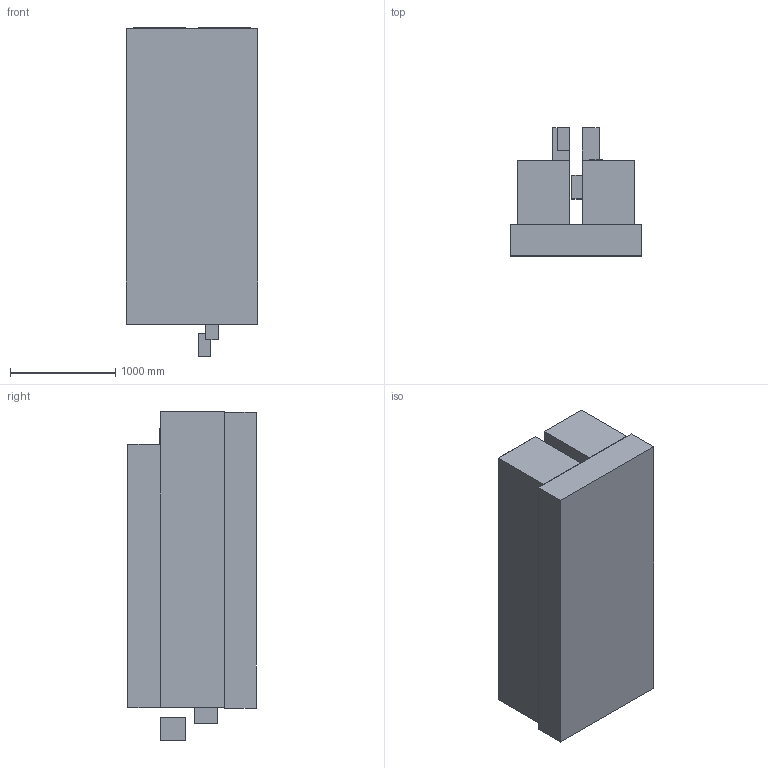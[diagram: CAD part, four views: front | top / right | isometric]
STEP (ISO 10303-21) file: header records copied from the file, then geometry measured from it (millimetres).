
FILE_DESCRIPTION(('FreeCAD Model'),'2;1');
FILE_NAME('DCM0.step','2020-09-21T09:20:01',('Author'),(''), 'Open CASCADE STEP processor 7.4','FreeCAD','Unknown');
FILE_SCHEMA(('AUTOMOTIVE_DESIGN { 1 0 10303 214 1 1 1 1 }'));
Length unit declared in the file: millimetre
Products named in the file (37): DCM0; DCBA_1; GDMLBox_DCBA0x1; DCML_1; GDMLBox_DCML0x1; DCH1_1; GDMLBox_DCH10x1; DCCV_3; GDMLBox_DCCV0x1; DCC1_7; GDMLTube_DCC10x1; DCMU_1; GDMLBox_DCMU0x1; DCH2_1; GDMLBox_DCH20x1; DCCV_1; GDMLBox_DCCV0x1001; DCC1_1; GDMLTube_DCC10x1001; DCLA_1; GDMLPolyhedra_DCLA0x1
Assembly tree (49 placements, depth 4):
  DCM0
    DCBA_1
      GDMLBox_DCBA0x1
    DCML_1
      GDMLBox_DCML0x1
      DCH1_1
        GDMLBox_DCH10x1
      DCCV_3
        GDMLBox_DCCV0x1
      DCC1_7
        GDMLTube_DCC10x1
    DCML_1
      GDMLBox_DCML0x1
      DCH1_1
        GDMLBox_DCH10x1
      DCCV_3
        GDMLBox_DCCV0x1
      DCC1_7
        GDMLTube_DCC10x1
    DCMU_1
      GDMLBox_DCMU0x1
      DCH2_1
        GDMLBox_DCH20x1
    DCMU_1
      GDMLBox_DCMU0x1
      DCH2_1
        GDMLBox_DCH20x1
    DCCV_1  x2
      GDMLBox_DCCV0x1001
    DCC1_1  x6
      GDMLTube_DCC10x1001
    DCLA_1  x4
      GDMLPolyhedra_DCLA0x1
    DCLA_1
      GDMLPolyhedra_DCLA0x1
    DCLA_1
      GDMLPolyhedra_DCLA0x1
    DCLA_1
      GDMLPolyhedra_DCLA0x1
    DCLA_1
      GDMLPolyhedra_DCLA0x1
Bounding box: 1250 x 1220 x 3120 mm (x, y, z)
Volume: 3371544436.8 mm3; surface area: 38062426.4 mm2
Topology: 21 solids, 21 shells, 126 faces, 252 edges, 168 vertices
Faces by surface type: plane 110, cylinder 16
Entity records: 4235 total; most frequent: DIRECTION 636, CARTESIAN_POINT 600, LINE 380, VECTOR 380, ORIENTED_EDGE 264, PCURVE 264, DEFINITIONAL_REPRESENTATION 264, EDGE_CURVE 132
